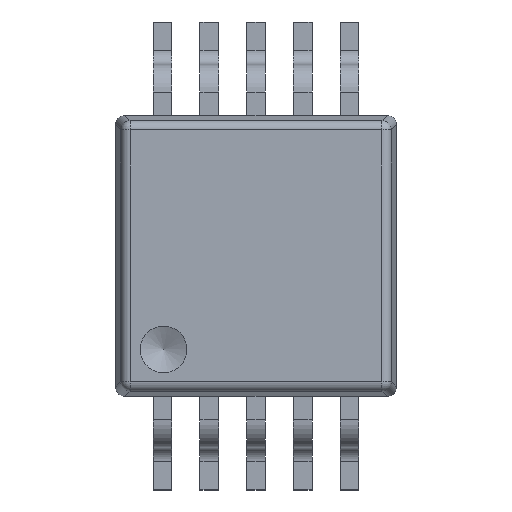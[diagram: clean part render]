
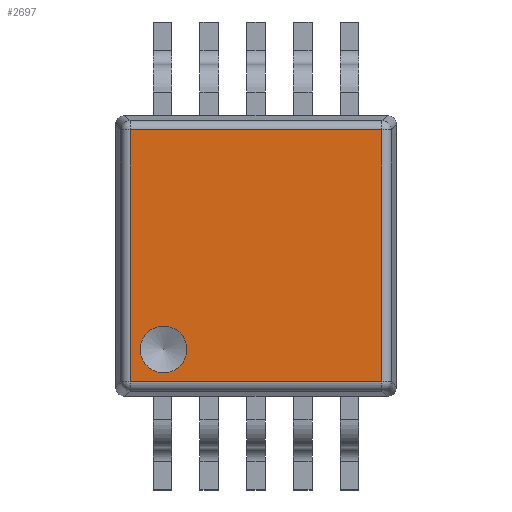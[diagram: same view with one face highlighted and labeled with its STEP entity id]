
A CAD part, top view. The second image highlights one B-rep face of the part: STEP entity #2697.
In plain terms, the highlighted planar face has unit normal (0, 0, 1).
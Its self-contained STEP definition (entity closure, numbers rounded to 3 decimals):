
#53=PLANE('',#2924);
#178=LINE('',#4048,#446);
#180=LINE('',#4055,#448);
#212=LINE('',#4183,#480);
#214=LINE('',#4186,#482);
#446=VECTOR('',#3192,10.);
#448=VECTOR('',#3200,10.);
#480=VECTOR('',#3354,10.);
#482=VECTOR('',#3358,10.);
#704=FACE_BOUND('',#974,.T.);
#808=FACE_OUTER_BOUND('',#973,.T.);
#973=EDGE_LOOP('',(#2045,#2046,#2047,#2048));
#974=EDGE_LOOP('',(#2049));
#1097=CIRCLE('',#2835,0.25);
#1203=VERTEX_POINT('',#3995);
#1214=VERTEX_POINT('',#4021);
#1222=VERTEX_POINT('',#4047);
#1224=VERTEX_POINT('',#4053);
#1246=VERTEX_POINT('',#4123);
#1461=EDGE_CURVE('',#1203,#1203,#1097,.T.);
#1486=EDGE_CURVE('',#1214,#1222,#178,.T.);
#1490=EDGE_CURVE('',#1224,#1214,#180,.T.);
#1555=EDGE_CURVE('',#1246,#1224,#212,.T.);
#1557=EDGE_CURVE('',#1222,#1246,#214,.T.);
#2045=ORIENTED_EDGE('',*,*,#1555,.F.);
#2046=ORIENTED_EDGE('',*,*,#1557,.F.);
#2047=ORIENTED_EDGE('',*,*,#1486,.F.);
#2048=ORIENTED_EDGE('',*,*,#1490,.F.);
#2049=ORIENTED_EDGE('',*,*,#1461,.T.);
#2697=ADVANCED_FACE('',(#808,#704),#53,.T.);
#2835=AXIS2_PLACEMENT_3D('',#3996,#3137,#3138);
#2924=AXIS2_PLACEMENT_3D('',#4189,#3363,#3364);
#3137=DIRECTION('center_axis',(0.,0.,-1.));
#3138=DIRECTION('ref_axis',(1.,0.,0.));
#3192=DIRECTION('',(0.,-1.,0.));
#3200=DIRECTION('',(1.,0.,0.));
#3354=DIRECTION('',(0.,1.,0.));
#3358=DIRECTION('',(-1.,0.,0.));
#3363=DIRECTION('center_axis',(0.,0.,1.));
#3364=DIRECTION('ref_axis',(1.,0.,0.));
#3995=CARTESIAN_POINT('',(-0.738,-1.,1.));
#3996=CARTESIAN_POINT('Origin',(-0.988,-1.,1.));
#4021=CARTESIAN_POINT('',(1.346,1.346,1.));
#4047=CARTESIAN_POINT('',(1.346,-1.346,1.));
#4048=CARTESIAN_POINT('',(1.346,-0.375,1.));
#4053=CARTESIAN_POINT('',(-1.346,1.346,1.));
#4055=CARTESIAN_POINT('',(0.375,1.346,1.));
#4123=CARTESIAN_POINT('',(-1.346,-1.346,1.));
#4183=CARTESIAN_POINT('',(-1.346,0.375,1.));
#4186=CARTESIAN_POINT('',(-0.375,-1.346,1.));
#4189=CARTESIAN_POINT('Origin',(0.,0.,1.));
